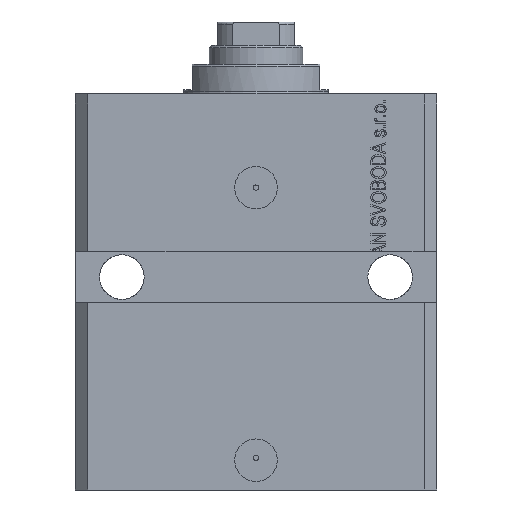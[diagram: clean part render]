
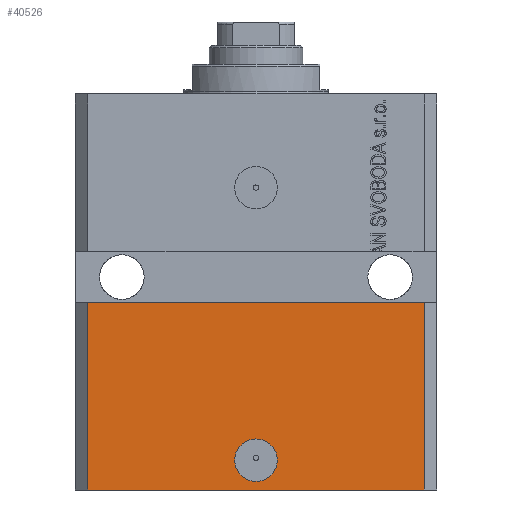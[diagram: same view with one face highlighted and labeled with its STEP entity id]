
A CAD part, front view. The second image highlights one B-rep face of the part: STEP entity #40526.
In plain terms, the highlighted planar face has unit normal (0, -1, 0).
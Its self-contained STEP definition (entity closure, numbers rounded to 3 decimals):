
#1997 = CARTESIAN_POINT ( 'NONE',  ( -39.5, -31.5, -93. ) ) ;
#5325 = DIRECTION ( 'NONE',  ( 0., 0., -1. ) ) ;
#5333 = DIRECTION ( 'NONE',  ( 1., 0., 0. ) ) ;
#5836 = DIRECTION ( 'NONE',  ( 1., 0., 0. ) ) ;
#6005 = ORIENTED_EDGE ( 'NONE', *, *, #33920, .F. ) ;
#6336 = LINE ( 'NONE', #36703, #35574 ) ;
#6608 = VERTEX_POINT ( 'NONE', #34002 ) ;
#6723 = ORIENTED_EDGE ( 'NONE', *, *, #14150, .F. ) ;
#7194 = DIRECTION ( 'NONE',  ( 0., 0., 1. ) ) ;
#8451 = EDGE_CURVE ( 'NONE', #29996, #32894, #11035, .T. ) ;
#8746 = CARTESIAN_POINT ( 'NONE',  ( -39.5, -31.5, -93. ) ) ;
#11035 = LINE ( 'NONE', #37796, #13790 ) ;
#11227 = CARTESIAN_POINT ( 'NONE',  ( 0., -31.5, -86. ) ) ;
#11340 = DIRECTION ( 'NONE',  ( 1., 0., 0. ) ) ;
#12904 = DIRECTION ( 'NONE',  ( 0., 0., 1. ) ) ;
#13790 = VECTOR ( 'NONE', #7194, 1000. ) ;
#14002 = CARTESIAN_POINT ( 'NONE',  ( 39.5, -31.5, -93. ) ) ;
#14150 = EDGE_CURVE ( 'NONE', #30272, #43307, #6336, .T. ) ;
#14693 = EDGE_CURVE ( 'NONE', #42383, #6608, #38442, .T. ) ;
#14737 = VECTOR ( 'NONE', #5333, 1000. ) ;
#15275 = AXIS2_PLACEMENT_3D ( 'NONE', #11227, #18905, #32753 ) ;
#15552 = LINE ( 'NONE', #29377, #14737 ) ;
#16228 = CIRCLE ( 'NONE', #42251, 5. ) ;
#16282 = EDGE_CURVE ( 'NONE', #30272, #29996, #40748, .T. ) ;
#18336 = ORIENTED_EDGE ( 'NONE', *, *, #8451, .T. ) ;
#18583 = CARTESIAN_POINT ( 'NONE',  ( 0., -31.5, -86. ) ) ;
#18905 = DIRECTION ( 'NONE',  ( 0., -1., 0. ) ) ;
#19580 = ORIENTED_EDGE ( 'NONE', *, *, #20407, .F. ) ;
#19970 = CARTESIAN_POINT ( 'NONE',  ( 39.5, -31.5, -49. ) ) ;
#20407 = EDGE_CURVE ( 'NONE', #43307, #32894, #15552, .T. ) ;
#20924 = EDGE_LOOP ( 'NONE', ( #19580, #6723, #43042, #18336 ) ) ;
#21875 = VECTOR ( 'NONE', #5836, 1000. ) ;
#25961 = PLANE ( 'NONE',  #33017 ) ;
#26379 = CARTESIAN_POINT ( 'NONE',  ( 5., -31.5, -86. ) ) ;
#29370 = FACE_BOUND ( 'NONE', #30059, .T. ) ;
#29377 = CARTESIAN_POINT ( 'NONE',  ( -42.5, -31.5, -49. ) ) ;
#29996 = VERTEX_POINT ( 'NONE', #14002 ) ;
#30059 = EDGE_LOOP ( 'NONE', ( #31346, #6005 ) ) ;
#30069 = CARTESIAN_POINT ( 'NONE',  ( -39.5, -31.5, -93. ) ) ;
#30272 = VERTEX_POINT ( 'NONE', #30069 ) ;
#31346 = ORIENTED_EDGE ( 'NONE', *, *, #14693, .F. ) ;
#32753 = DIRECTION ( 'NONE',  ( 1., 0., 0. ) ) ;
#32894 = VERTEX_POINT ( 'NONE', #19970 ) ;
#33017 = AXIS2_PLACEMENT_3D ( 'NONE', #8746, #36386, #5325 ) ;
#33920 = EDGE_CURVE ( 'NONE', #6608, #42383, #16228, .T. ) ;
#34002 = CARTESIAN_POINT ( 'NONE',  ( -5., -31.5, -86. ) ) ;
#35574 = VECTOR ( 'NONE', #12904, 1000. ) ;
#36386 = DIRECTION ( 'NONE',  ( 0., -1., 0. ) ) ;
#36703 = CARTESIAN_POINT ( 'NONE',  ( -39.5, -31.5, -93. ) ) ;
#37796 = CARTESIAN_POINT ( 'NONE',  ( 39.5, -31.5, -93. ) ) ;
#38442 = CIRCLE ( 'NONE', #15275, 5. ) ;
#40526 = ADVANCED_FACE ( 'NONE', ( #29370, #43187 ), #25961, .T. ) ;
#40748 = LINE ( 'NONE', #1997, #21875 ) ;
#42251 = AXIS2_PLACEMENT_3D ( 'NONE', #18583, #42390, #11340 ) ;
#42351 = CARTESIAN_POINT ( 'NONE',  ( -39.5, -31.5, -49. ) ) ;
#42383 = VERTEX_POINT ( 'NONE', #26379 ) ;
#42390 = DIRECTION ( 'NONE',  ( 0., -1., 0. ) ) ;
#43042 = ORIENTED_EDGE ( 'NONE', *, *, #16282, .T. ) ;
#43187 = FACE_OUTER_BOUND ( 'NONE', #20924, .T. ) ;
#43307 = VERTEX_POINT ( 'NONE', #42351 ) ;
